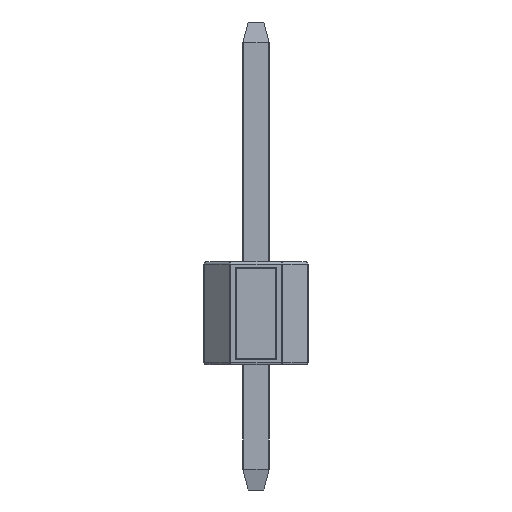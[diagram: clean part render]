
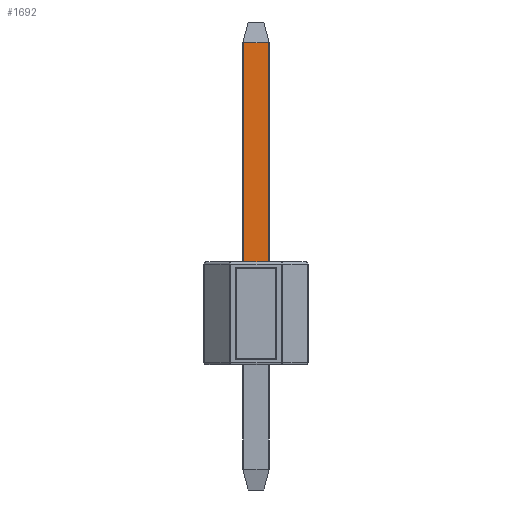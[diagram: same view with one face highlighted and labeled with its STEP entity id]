
A CAD part, left-side view. The second image highlights one B-rep face of the part: STEP entity #1692.
In plain terms, the highlighted planar face has unit normal (-1, 0, 0).
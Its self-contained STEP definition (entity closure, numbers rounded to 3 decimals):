
#343=FACE_OUTER_BOUND('',#437,.T.);
#437=EDGE_LOOP('',(#1382,#1383,#1384,#1385));
#546=LINE('',#2787,#686);
#569=LINE('',#2835,#709);
#570=LINE('',#2837,#710);
#571=LINE('',#2838,#711);
#686=VECTOR('',#2285,10.);
#709=VECTOR('',#2336,10.);
#710=VECTOR('',#2337,10.);
#711=VECTOR('',#2338,10.);
#750=VERTEX_POINT('',#2528);
#753=VERTEX_POINT('',#2535);
#832=VERTEX_POINT('',#2834);
#833=VERTEX_POINT('',#2836);
#1002=EDGE_CURVE('',#753,#750,#546,.T.);
#1025=EDGE_CURVE('',#832,#750,#569,.T.);
#1026=EDGE_CURVE('',#833,#832,#570,.T.);
#1027=EDGE_CURVE('',#753,#833,#571,.T.);
#1382=ORIENTED_EDGE('',*,*,#1002,.T.);
#1383=ORIENTED_EDGE('',*,*,#1025,.F.);
#1384=ORIENTED_EDGE('',*,*,#1026,.F.);
#1385=ORIENTED_EDGE('',*,*,#1027,.F.);
#1515=PLANE('',#1892);
#1692=ADVANCED_FACE('',(#343),#1515,.T.);
#1892=AXIS2_PLACEMENT_3D('',#2833,#2334,#2335);
#2285=DIRECTION('',(0.,-1.,0.));
#2334=DIRECTION('center_axis',(-1.,0.,0.));
#2335=DIRECTION('ref_axis',(0.,0.,1.));
#2336=DIRECTION('',(0.,0.,-1.));
#2337=DIRECTION('',(0.,-1.,0.));
#2338=DIRECTION('',(0.,0.,1.));
#2528=CARTESIAN_POINT('',(-0.32,-0.297,2.5));
#2535=CARTESIAN_POINT('',(-0.32,0.292,2.5));
#2787=CARTESIAN_POINT('',(-0.32,-0.003,2.5));
#2833=CARTESIAN_POINT('Origin',(-0.32,-0.003,2.645));
#2834=CARTESIAN_POINT('',(-0.32,-0.297,7.832));
#2835=CARTESIAN_POINT('',(-0.32,-0.297,5.493));
#2836=CARTESIAN_POINT('',(-0.32,0.292,7.832));
#2837=CARTESIAN_POINT('',(-0.32,0.158,7.832));
#2838=CARTESIAN_POINT('',(-0.32,0.292,-0.202));
